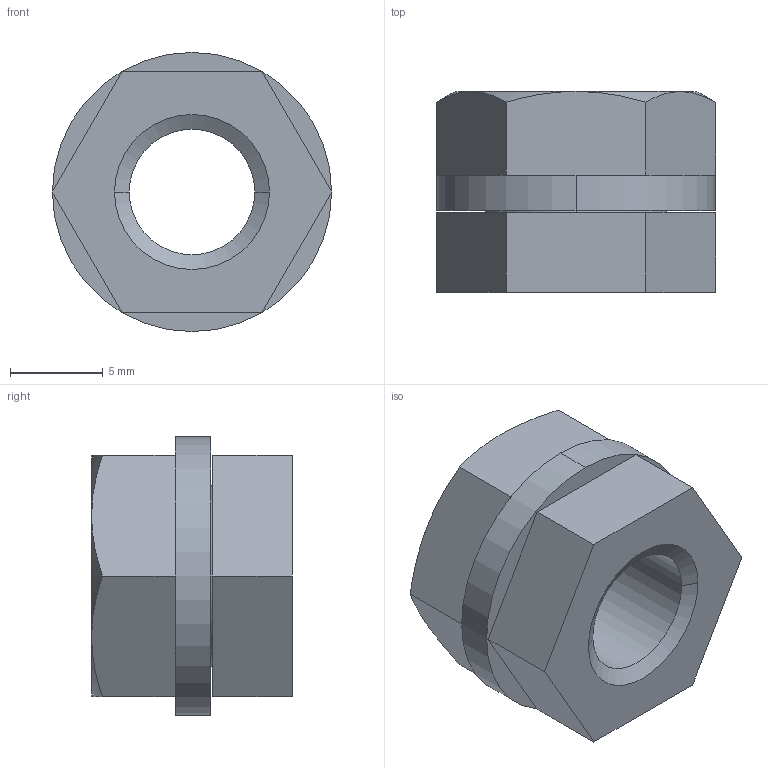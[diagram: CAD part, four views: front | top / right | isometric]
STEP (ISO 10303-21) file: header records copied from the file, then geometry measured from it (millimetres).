
FILE_DESCRIPTION((''),'2;1');
FILE_NAME('0RRIM008_____0','2019-10-29T15:50:13',('kim.bk'),(''),'CREO PARAMETRIC BY PTC INC, 2019010','CREO PARAMETRIC BY PTC INC, 2019010','');
FILE_SCHEMA(('CONFIG_CONTROL_DESIGN'));
Length unit declared in the file: millimetre
Products named in the file (1): 0RRIM008_____0
Bounding box: 15.01 x 10.8 x 15.01 mm (x, y, z)
Volume: 1226.3 mm3; surface area: 1398.4 mm2
Topology: 2 solids, 2 shells, 316 faces, 860 edges, 566 vertices
Faces by surface type: plane 296, cone 14, cylinder 6
Entity records: 9862 total; most frequent: CARTESIAN_POINT 1820, ORIENTED_EDGE 1720, DIRECTION 1516, EDGE_CURVE 860, VECTOR 812, LINE 812, VERTEX_POINT 566, AXIS2_PLACEMENT_3D 352
